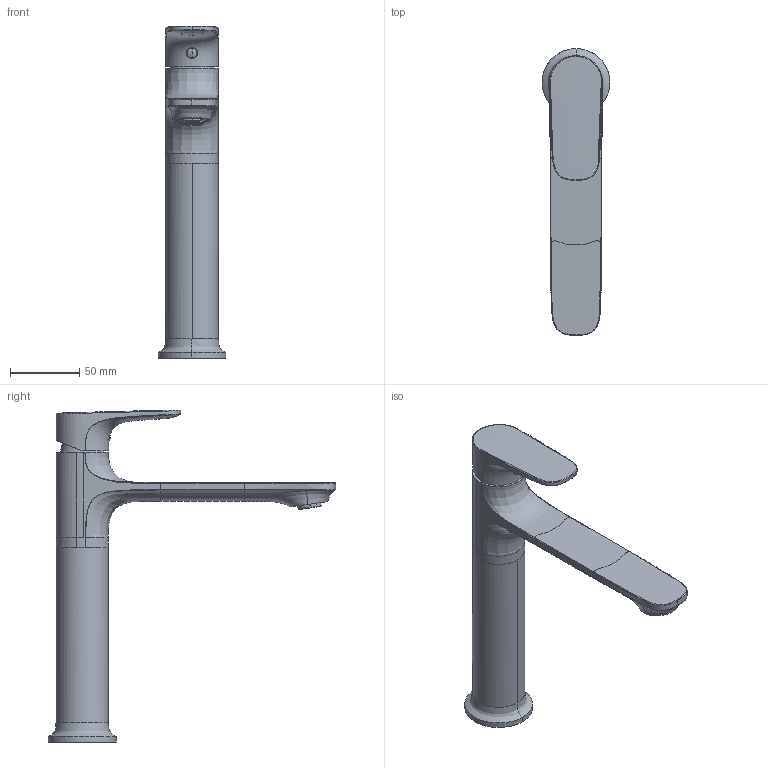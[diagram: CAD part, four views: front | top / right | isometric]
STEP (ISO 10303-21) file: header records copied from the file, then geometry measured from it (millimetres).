
FILE_DESCRIPTION(/* description */ (''),/* implementation_level */ '2;1');
FILE_NAME(/* name */ 'STEP - 155232105_9512456',/* time_stamp */ '2024-07-18T10:35:08+10:00',/* author */ (''),/* organization */ (''),/* preprocessor_version */ 'ST-DEVELOPER v16.5',/* originating_system */ 'Rhino 7.23',/* authorisation */ '');
FILE_SCHEMA (('AUTOMOTIVE_DESIGN'));
Length unit declared in the file: millimetre
Products named in the file (14): Document; 155232105RECE_ASM23; 20501232160113; 20800233060112; 20800091060111; 20501179160110; 2050553907261; 2050117316029; 20310132990119; 2020304107267; 2020107102266; 2050226401055; 2040118399014; 201135522426
Assembly tree (15 placements, depth 3):
  Document
    155232105RECE_ASM23
      20501232160113  x2
      20800233060112  x2
      20800091060111
      20501179160110
      2050553907261
      2050117316029
      20310132990119
      2020304107267
      2020107102266
      2050226401055
      2040118399014
      201135522426
Bounding box: 48.99 x 207.94 x 240.4 mm (x, y, z)
Volume: 131347.5 mm3; surface area: 106918.2 mm2
Topology: 15 solids, 15 shells, 1909 faces, 5178 edges, 3292 vertices
Faces by surface type: plane 1147, bspline 535, cylinder 227
Entity records: 108777 total; most frequent: CARTESIAN_POINT 75071, ORIENTED_EDGE 10260, EDGE_CURVE 5130, B_SPLINE_CURVE_WITH_KNOTS 4149, VERTEX_POINT 3268, EDGE_LOOP 2184, ADVANCED_FACE 1890, FACE_OUTER_BOUND 1890
